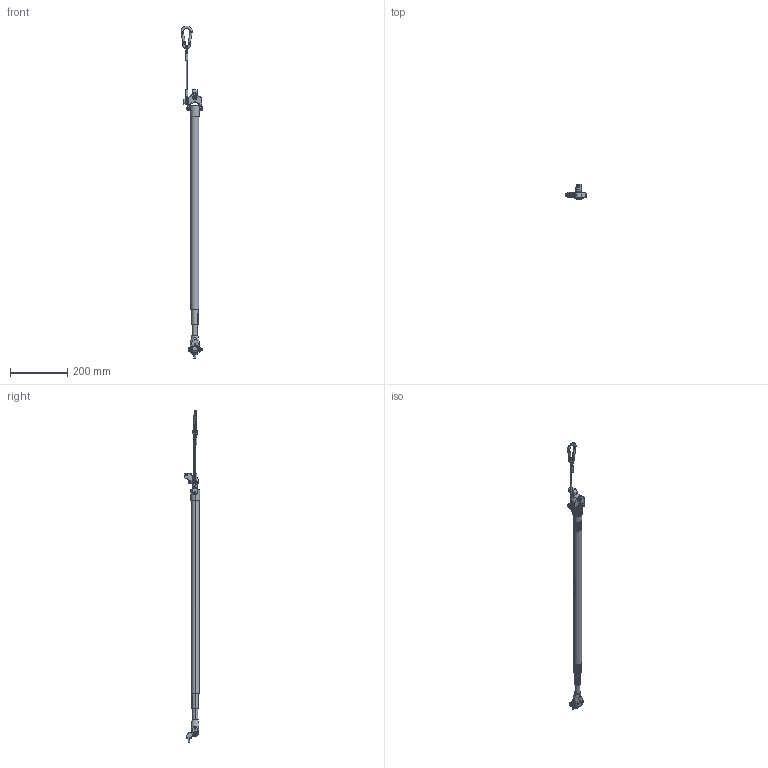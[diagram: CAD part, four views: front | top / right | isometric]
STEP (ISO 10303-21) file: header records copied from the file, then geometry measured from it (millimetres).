
FILE_DESCRIPTION((''),'2;1');
FILE_NAME('4390151685_ASM','2016-03-15T',('TOOcsr'),(''),'CREO PARAMETRIC BY PTC INC, 2015380','CREO PARAMETRIC BY PTC INC, 2015380','');
FILE_SCHEMA(('CONFIG_CONTROL_DESIGN','GEOMETRIC_VALIDATION_PROPERTIES_MIM'));
Length unit declared in the file: millimetre
Products named in the file (37): 4390151000; 4390151401; 4390151002; 4390151003; 4390151404; 0196155291; 4390151480_ASM; 4390151405; 4390151606; 4390151409; 4390151681_ASM; 4390151607; 4390151410; 4390151411; 4390151682_ASM; 4390151608; 4390151412; 4390151683_ASM; 4390151413; 4390151414; 0301232100; 0291110800; 0108119800; 4390151684_ASM; 4390151416; 0211124800; 4390151487_ASM; 4390207915; TIMBLE; 1-1-SOLID1; 2-1-SOLID1; 4390207914_ASM; 4390207917_ASM; 4390207910; 0216132500; 4390207918_ASM; 4390151685_ASM
Assembly tree (43 placements, depth 5):
  4390151685_ASM
    4390151480_ASM
      4390151000
      4390151401
      4390151002  x4
      4390151003
      4390151404
      0196155291  x3
    4390151684_ASM
      4390151681_ASM
        4390151405
        4390151606
        4390151409
      4390151682_ASM
        4390151607
        4390151410
        4390151411
      4390151683_ASM
        4390151608
        4390151412
      4390151413
      4390151414
      0301232100
      0291110800
      0108119800
    4390151487_ASM
      4390151416
      0196155291
      0211124800
    4390207918_ASM
      4390207917_ASM
        4390207915
        TIMBLE  x2
        4390207914_ASM
          1-1-SOLID1
          2-1-SOLID1
      4390207910
      0216132500
Bounding box: 76.72 x 54 x 1164.01 mm (x, y, z)
Volume: 360793 mm3; surface area: 366601.2 mm2
Topology: 34 solids, 47 shells, 1114 faces, 2704 edges, 1671 vertices
Faces by surface type: cylinder 538, plane 250, bspline 125, torus 117, cone 76, sphere 6, extrusion 2
Entity records: 209772 total; most frequent: CARTESIAN_POINT 174234, ORIENTED_EDGE 4970, DIRECTION 4680, EDGE_CURVE 2518, PRESENTATION_STYLE_ASSIGNMENT 2353, STYLED_ITEM 2353, AXIS2_PLACEMENT_3D 1887, CURVE_STYLE 1884
